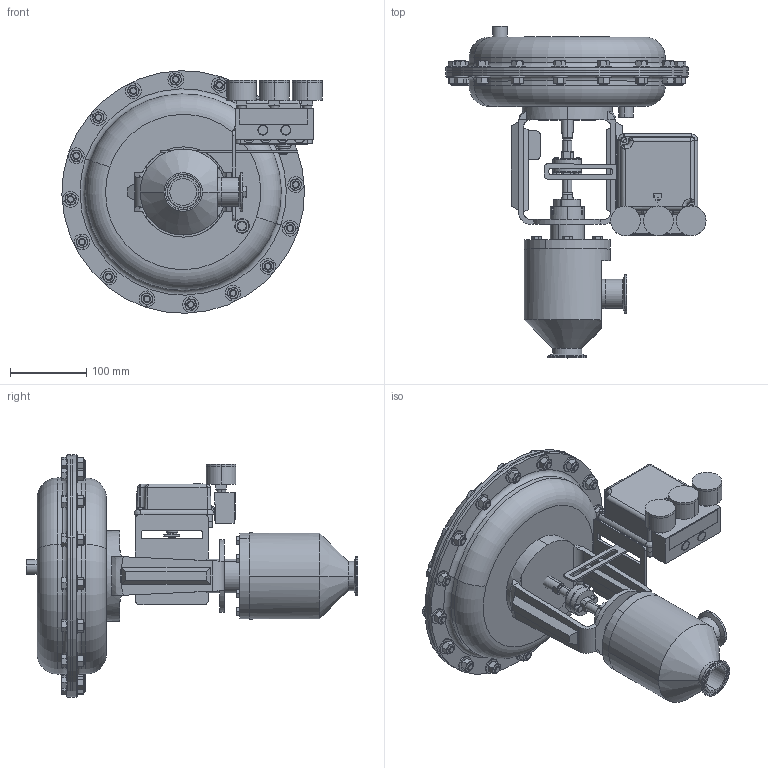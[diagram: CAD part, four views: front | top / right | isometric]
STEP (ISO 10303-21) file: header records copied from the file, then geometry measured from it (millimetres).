
FILE_DESCRIPTION (( 'STEP AP203' ), '1' );
FILE_NAME ('978SP-150-JD-55M-16PP.STEP', '2017-06-13T10:30:11', ( '' ), ( '' ), 'SwSTEP 2.0', 'SolidWorks 2014', '' );
FILE_SCHEMA (( 'CONFIG_CONTROL_DESIGN' ));
Length unit declared in the file: inch
Products named in the file (2): 978SP-150-JD-55M-16PP
Bounding box: 340.5 x 434.34 x 317.42 mm (x, y, z)
Volume: 6975186.9 mm3; surface area: 1053050.9 mm2
Topology: 123 solids, 123 shells, 2912 faces, 6831 edges, 4199 vertices
Faces by surface type: plane 1066, cone 844, cylinder 669, bspline 299, torus 34
Entity records: 103266 total; most frequent: CARTESIAN_POINT 39692, ORIENTED_EDGE 13566, DIRECTION 12613, EDGE_CURVE 6783, AXIS2_PLACEMENT_3D 4988, VERTEX_POINT 4198, EDGE_LOOP 3083, FACE_OUTER_BOUND 2912
